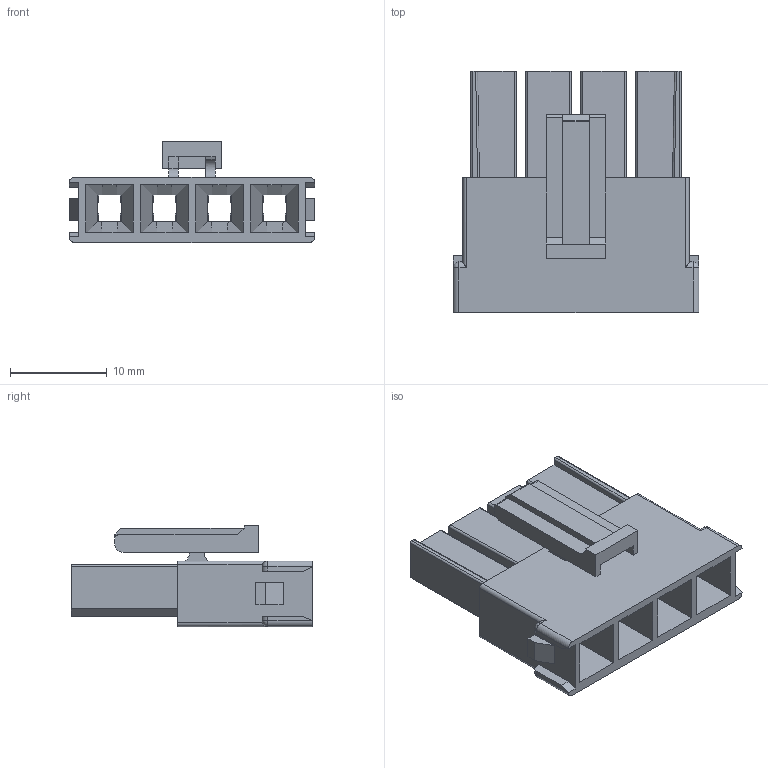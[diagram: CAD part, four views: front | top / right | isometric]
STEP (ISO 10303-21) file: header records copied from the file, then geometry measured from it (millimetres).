
FILE_DESCRIPTION(/* description */ ('Unknown'),/* implementation_level */ '2;1');
FILE_NAME(/* name */ '657004150201',/* time_stamp */ '2022-10-17T09:34:47+02:00',/* author */ ('Unknown'),/* organization */ ('Unknown'),/* preprocessor_version */ 'ST-DEVELOPER v16.7',/* originating_system */ 'Solid Edge',/* authorisation */ 'Unknown');
FILE_SCHEMA (('AUTOMOTIVE_DESIGN {1 0 10303 214 3 1 1}'));
Length unit declared in the file: millimetre
Products named in the file (2): 6570xx150201; 657004150201
Assembly tree (1 placements, depth 2):
  6570xx150201
    657004150201
Bounding box: 25.45 x 25 x 10.5 mm (x, y, z)
Volume: 1881.9 mm3; surface area: 3835.5 mm2
Topology: 1 solids, 1 shells, 319 faces, 876 edges, 558 vertices
Faces by surface type: plane 260, cylinder 55, sphere 4
Entity records: 9970 total; most frequent: CARTESIAN_POINT 1767, ORIENTED_EDGE 1744, DIRECTION 1617, EDGE_CURVE 872, LINE 761, VECTOR 761, VERTEX_POINT 558, AXIS2_PLACEMENT_3D 428
